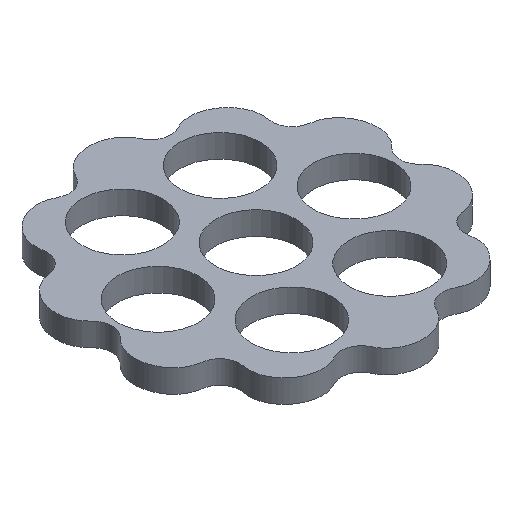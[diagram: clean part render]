
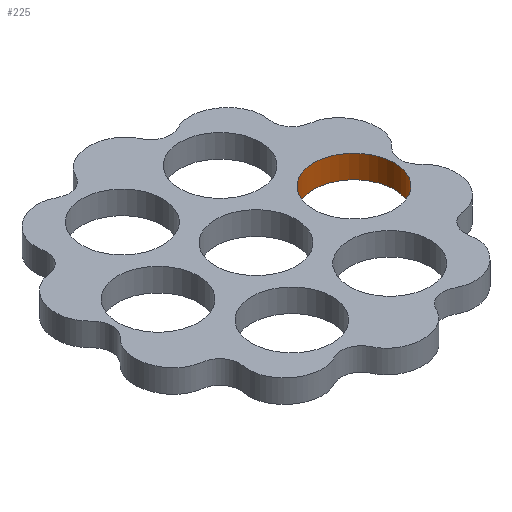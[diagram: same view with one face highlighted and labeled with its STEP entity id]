
A CAD part, isometric view. The second image highlights one B-rep face of the part: STEP entity #225.
In plain terms, the highlighted cylindrical face has radius 3.5 mm (diameter 7 mm), a full revolution.
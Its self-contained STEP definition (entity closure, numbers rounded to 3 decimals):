
#66=FACE_OUTER_BOUND('',#76,.T.);
#76=EDGE_LOOP('',(#182,#183,#184,#185));
#100=LINE('',#468,#108);
#108=VECTOR('',#396,3.5);
#120=CIRCLE('',#331,3.5);
#121=CIRCLE('',#332,3.5);
#134=VERTEX_POINT('',#465);
#135=VERTEX_POINT('',#467);
#154=EDGE_CURVE('',#134,#134,#120,.T.);
#155=EDGE_CURVE('',#134,#135,#100,.T.);
#156=EDGE_CURVE('',#135,#135,#121,.T.);
#182=ORIENTED_EDGE('',*,*,#154,.F.);
#183=ORIENTED_EDGE('',*,*,#155,.T.);
#184=ORIENTED_EDGE('',*,*,#156,.T.);
#185=ORIENTED_EDGE('',*,*,#155,.F.);
#218=CYLINDRICAL_SURFACE('',#330,3.5);
#225=ADVANCED_FACE('',(#66),#218,.F.);
#330=AXIS2_PLACEMENT_3D('',#464,#392,#393);
#331=AXIS2_PLACEMENT_3D('',#466,#394,#395);
#332=AXIS2_PLACEMENT_3D('',#469,#397,#398);
#392=DIRECTION('center_axis',(0.,0.,1.));
#393=DIRECTION('ref_axis',(1.,0.,0.));
#394=DIRECTION('center_axis',(0.,0.,-1.));
#395=DIRECTION('ref_axis',(1.,0.,0.));
#396=DIRECTION('',(0.,0.,-1.));
#397=DIRECTION('center_axis',(0.,0.,-1.));
#398=DIRECTION('ref_axis',(1.,0.,0.));
#464=CARTESIAN_POINT('Origin',(9.5,0.,0.));
#465=CARTESIAN_POINT('',(6.,0.,2.));
#466=CARTESIAN_POINT('Origin',(9.5,0.,2.));
#467=CARTESIAN_POINT('',(6.,0.,0.));
#468=CARTESIAN_POINT('',(6.,0.,0.));
#469=CARTESIAN_POINT('Origin',(9.5,0.,0.));
